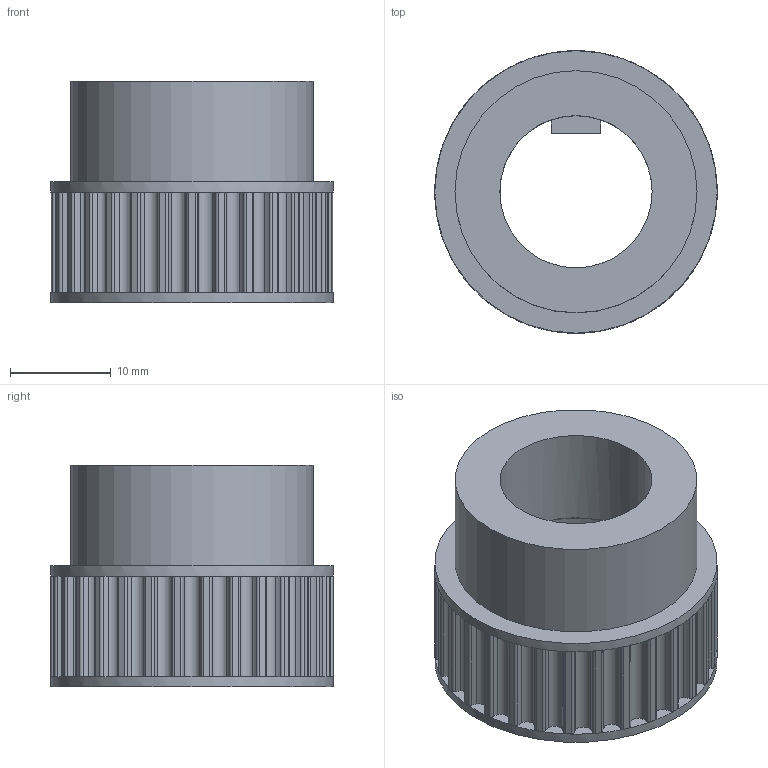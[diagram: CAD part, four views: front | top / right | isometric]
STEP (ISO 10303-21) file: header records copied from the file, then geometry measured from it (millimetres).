
FILE_DESCRIPTION(('FreeCAD Model'),'2;1');
FILE_NAME('Open CASCADE Shape Model','2024-11-06T06:50:41',(''),(''), 'Open CASCADE STEP processor 7.7','FreeCAD','Unknown');
FILE_SCHEMA(('AUTOMOTIVE_DESIGN { 1 0 10303 214 1 1 1 1 }'));
Length unit declared in the file: millimetre
Products named in the file (1): MotorPulley30GT3
Bounding box: 28 x 28 x 22 mm (x, y, z)
Volume: 7477.9 mm3; surface area: 4261.1 mm2
Topology: 1 solids, 1 shells, 195 faces, 568 edges, 378 vertices
Faces by surface type: cylinder 155, plane 40
Full cylindrical faces by diameter (mm): 15.1 x1, 24 x1, 28 x2
Entity records: 14576 total; most frequent: CARTESIAN_POINT 3370, DIRECTION 2226, ORIENTED_EDGE 1136, PCURVE 1136, DEFINITIONAL_REPRESENTATION 1136, LINE 1080, VECTOR 1080, EDGE_CURVE 568
